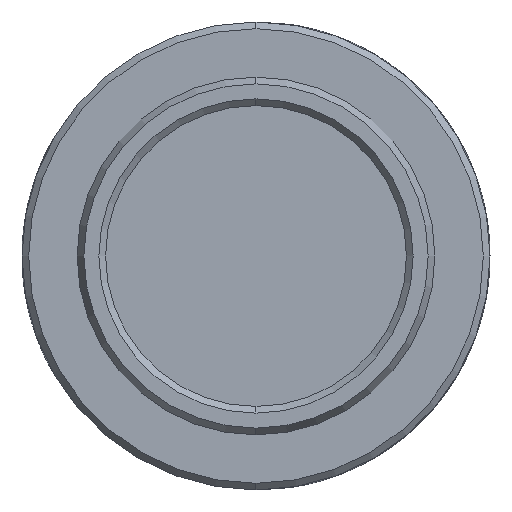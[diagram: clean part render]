
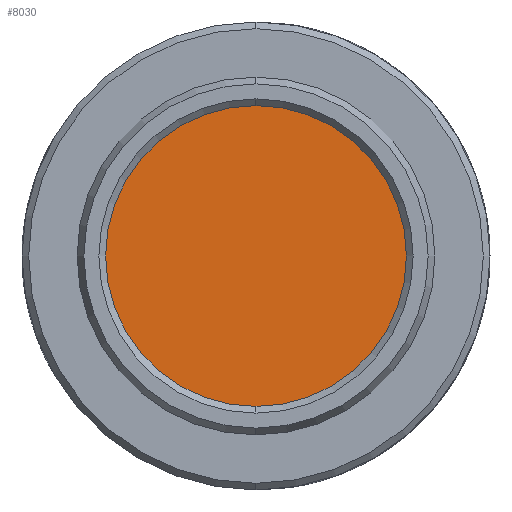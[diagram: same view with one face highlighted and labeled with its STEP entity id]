
A CAD part, left-side view. The second image highlights one B-rep face of the part: STEP entity #8030.
In plain terms, the highlighted planar face has unit normal (-1, 0, 0).
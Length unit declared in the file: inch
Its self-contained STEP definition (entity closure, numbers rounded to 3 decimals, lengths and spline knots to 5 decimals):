
#351 = CARTESIAN_POINT ( 'NONE',  ( -0.095, 0., 0. ) ) ;
#1496 = DIRECTION ( 'NONE',  ( 0., -0.924, -0.382 ) ) ;
#1930 = ORIENTED_EDGE ( 'NONE', *, *, #9485, .F. ) ;
#2521 = CARTESIAN_POINT ( 'NONE',  ( -0.095, 0., 0. ) ) ;
#2798 = CARTESIAN_POINT ( 'NONE',  ( -0.095, 0., 0. ) ) ;
#3677 = DIRECTION ( 'NONE',  ( 0., -0.924, -0.382 ) ) ;
#3939 = DIRECTION ( 'NONE',  ( 0., -0.924, -0.382 ) ) ;
#6379 = ORIENTED_EDGE ( 'NONE', *, *, #7152, .F. ) ;
#7152 = EDGE_CURVE ( 'NONE', #11431, #14620, #14381, .T. ) ;
#8030 = ADVANCED_FACE ( 'NONE', ( #11917 ), #9365, .F. ) ;
#8336 = DIRECTION ( 'NONE',  ( 1., 0., 0. ) ) ;
#8397 = CARTESIAN_POINT ( 'NONE',  ( -0.095, -0.23106, -0.09546 ) ) ;
#9027 = CIRCLE ( 'NONE', #12913, 0.25 ) ;
#9365 = PLANE ( 'NONE',  #13455 ) ;
#9485 = EDGE_CURVE ( 'NONE', #14620, #11431, #9027, .T. ) ;
#9976 = AXIS2_PLACEMENT_3D ( 'NONE', #351, #8336, #1496 ) ;
#10179 = CARTESIAN_POINT ( 'NONE',  ( -0.095, 0.23106, 0.09546 ) ) ;
#10289 = EDGE_LOOP ( 'NONE', ( #1930, #6379 ) ) ;
#10508 = DIRECTION ( 'NONE',  ( 1., 0., 0. ) ) ;
#10771 = DIRECTION ( 'NONE',  ( 1., 0., 0. ) ) ;
#11431 = VERTEX_POINT ( 'NONE', #10179 ) ;
#11917 = FACE_OUTER_BOUND ( 'NONE', #10289, .T. ) ;
#12913 = AXIS2_PLACEMENT_3D ( 'NONE', #2798, #10771, #3939 ) ;
#13455 = AXIS2_PLACEMENT_3D ( 'NONE', #2521, #10508, #3677 ) ;
#14381 = CIRCLE ( 'NONE', #9976, 0.25 ) ;
#14620 = VERTEX_POINT ( 'NONE', #8397 ) ;
